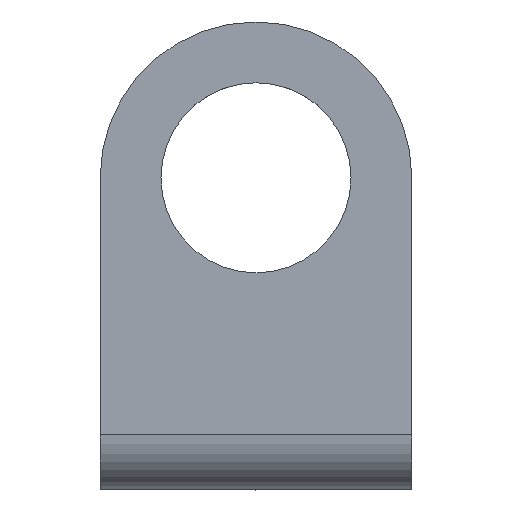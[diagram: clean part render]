
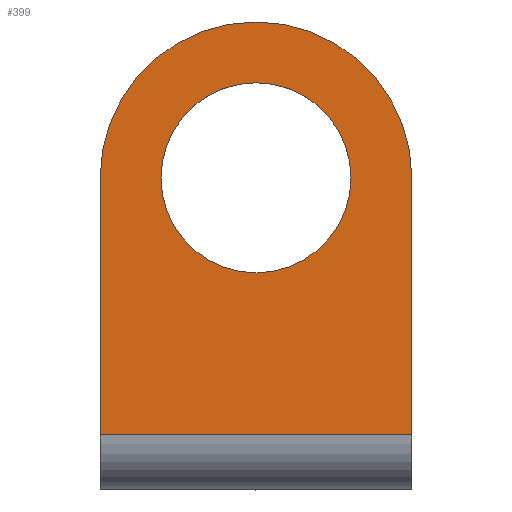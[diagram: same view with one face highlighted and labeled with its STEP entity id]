
A CAD part, top view. The second image highlights one B-rep face of the part: STEP entity #399.
In plain terms, the highlighted face is planar.
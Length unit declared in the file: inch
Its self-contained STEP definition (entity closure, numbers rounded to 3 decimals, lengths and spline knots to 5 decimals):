
#6 = CARTESIAN_POINT ( 'NONE',  ( 0.3937, -0.64961, 0. ) ) ;
#41 = ORIENTED_EDGE ( 'NONE', *, *, #554, .F. ) ;
#65 = CARTESIAN_POINT ( 'NONE',  ( -0.3937, -0.64961, 0. ) ) ;
#83 = DIRECTION ( 'NONE',  ( -1., 0., 0. ) ) ;
#87 = VECTOR ( 'NONE', #327, 39.37008 ) ;
#88 = DIRECTION ( 'NONE',  ( 1., 0., 0. ) ) ;
#109 = VECTOR ( 'NONE', #88, 39.37008 ) ;
#119 = DIRECTION ( 'NONE',  ( 0., 0., 1. ) ) ;
#155 = CARTESIAN_POINT ( 'NONE',  ( -0.3937, 0., 0. ) ) ;
#175 = CARTESIAN_POINT ( 'NONE',  ( 0., 0., 0. ) ) ;
#197 = VERTEX_POINT ( 'NONE', #809 ) ;
#213 = CARTESIAN_POINT ( 'NONE',  ( 0., 0., 0. ) ) ;
#245 = VERTEX_POINT ( 'NONE', #6 ) ;
#267 = EDGE_CURVE ( 'NONE', #545, #245, #695, .T. ) ;
#282 = ORIENTED_EDGE ( 'NONE', *, *, #513, .F. ) ;
#315 = DIRECTION ( 'NONE',  ( 0., 0., 1. ) ) ;
#318 = CIRCLE ( 'NONE', #817, 0.24016 ) ;
#327 = DIRECTION ( 'NONE',  ( 0., -1., 0. ) ) ;
#357 = EDGE_LOOP ( 'NONE', ( #282, #646, #505, #41 ) ) ;
#358 = AXIS2_PLACEMENT_3D ( 'NONE', #575, #315, #725 ) ;
#378 = CARTESIAN_POINT ( 'NONE',  ( 0.24016, 0., 0. ) ) ;
#396 = CARTESIAN_POINT ( 'NONE',  ( -0.3937, 0.3937, 0. ) ) ;
#398 = ORIENTED_EDGE ( 'NONE', *, *, #427, .F. ) ;
#399 = ADVANCED_FACE ( 'NONE', ( #449, #518 ), #851, .F. ) ;
#427 = EDGE_CURVE ( 'NONE', #486, #606, #647, .T. ) ;
#447 = ORIENTED_EDGE ( 'NONE', *, *, #717, .F. ) ;
#448 = AXIS2_PLACEMENT_3D ( 'NONE', #175, #643, #586 ) ;
#449 = FACE_BOUND ( 'NONE', #781, .T. ) ;
#464 = VECTOR ( 'NONE', #608, 39.37008 ) ;
#466 = VERTEX_POINT ( 'NONE', #155 ) ;
#486 = VERTEX_POINT ( 'NONE', #378 ) ;
#501 = EDGE_CURVE ( 'NONE', #466, #545, #514, .T. ) ;
#505 = ORIENTED_EDGE ( 'NONE', *, *, #501, .F. ) ;
#513 = EDGE_CURVE ( 'NONE', #245, #197, #884, .T. ) ;
#514 = LINE ( 'NONE', #396, #87 ) ;
#518 = FACE_OUTER_BOUND ( 'NONE', #357, .T. ) ;
#545 = VERTEX_POINT ( 'NONE', #65 ) ;
#551 = CARTESIAN_POINT ( 'NONE',  ( -0.3937, -0.64961, 0. ) ) ;
#554 = EDGE_CURVE ( 'NONE', #197, #466, #792, .T. ) ;
#567 = CARTESIAN_POINT ( 'NONE',  ( -0.24016, 0., 0. ) ) ;
#575 = CARTESIAN_POINT ( 'NONE',  ( -0.3937, 0.3937, 0. ) ) ;
#586 = DIRECTION ( 'NONE',  ( -1., 0., 0. ) ) ;
#604 = CARTESIAN_POINT ( 'NONE',  ( 0., 0., 0. ) ) ;
#606 = VERTEX_POINT ( 'NONE', #567 ) ;
#608 = DIRECTION ( 'NONE',  ( 0., 1., 0. ) ) ;
#631 = DIRECTION ( 'NONE',  ( 0., 0., -1. ) ) ;
#643 = DIRECTION ( 'NONE',  ( 0., 0., -1. ) ) ;
#646 = ORIENTED_EDGE ( 'NONE', *, *, #267, .F. ) ;
#647 = CIRCLE ( 'NONE', #448, 0.24016 ) ;
#665 = DIRECTION ( 'NONE',  ( 1., 0., 0. ) ) ;
#695 = LINE ( 'NONE', #551, #109 ) ;
#717 = EDGE_CURVE ( 'NONE', #606, #486, #318, .T. ) ;
#725 = DIRECTION ( 'NONE',  ( 0., 1., 0. ) ) ;
#745 = CARTESIAN_POINT ( 'NONE',  ( 0.3937, 0.3937, 0. ) ) ;
#781 = EDGE_LOOP ( 'NONE', ( #447, #398 ) ) ;
#792 = CIRCLE ( 'NONE', #881, 0.3937 ) ;
#809 = CARTESIAN_POINT ( 'NONE',  ( 0.3937, 0., 0. ) ) ;
#817 = AXIS2_PLACEMENT_3D ( 'NONE', #213, #631, #83 ) ;
#851 = PLANE ( 'NONE',  #358 ) ;
#881 = AXIS2_PLACEMENT_3D ( 'NONE', #604, #119, #665 ) ;
#884 = LINE ( 'NONE', #745, #464 ) ;
